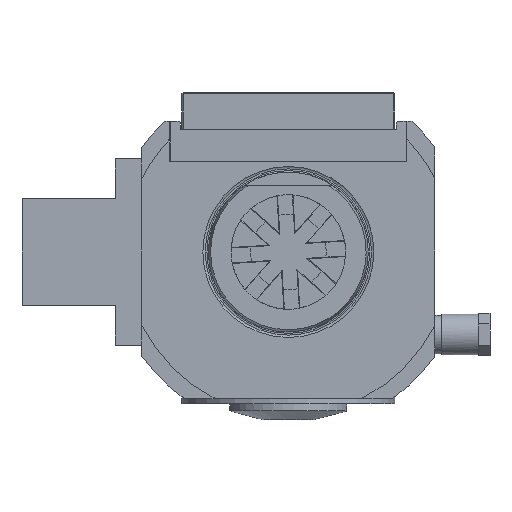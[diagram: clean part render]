
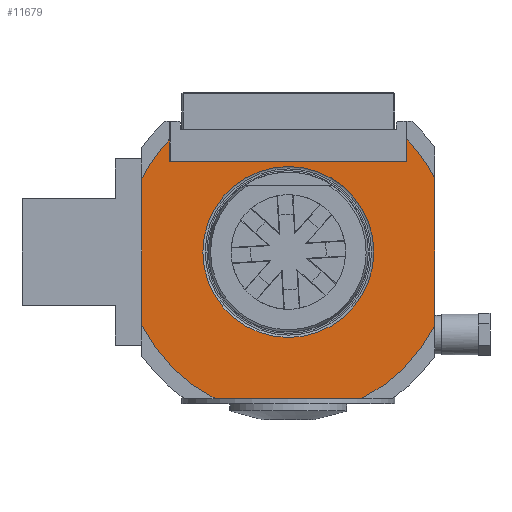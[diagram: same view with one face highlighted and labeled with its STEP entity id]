
A CAD part, front view. The second image highlights one B-rep face of the part: STEP entity #11679.
In plain terms, the highlighted planar face has unit normal (0, -1, 0).
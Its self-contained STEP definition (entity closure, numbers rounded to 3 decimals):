
#470 = VECTOR ( 'NONE', #5261, 1000. ) ;
#994 = CARTESIAN_POINT ( 'NONE',  ( -32.15, -1., 0. ) ) ;
#1032 = VERTEX_POINT ( 'NONE', #3666 ) ;
#1179 = VERTEX_POINT ( 'NONE', #23471 ) ;
#1629 = DIRECTION ( 'NONE',  ( 0., 0., -1. ) ) ;
#1938 = ORIENTED_EDGE ( 'NONE', *, *, #21899, .F. ) ;
#2341 = VERTEX_POINT ( 'NONE', #10164 ) ;
#2877 = CARTESIAN_POINT ( 'NONE',  ( 0., -1., 0. ) ) ;
#3034 = DIRECTION ( 'NONE',  ( 1., 0., 0. ) ) ;
#3419 = DIRECTION ( 'NONE',  ( 1., 0., 0. ) ) ;
#3576 = DIRECTION ( 'NONE',  ( 0., 1., 0. ) ) ;
#3666 = CARTESIAN_POINT ( 'NONE',  ( -55., -1., -27.518 ) ) ;
#3851 = EDGE_CURVE ( 'NONE', #22552, #2341, #18080, .T. ) ;
#3872 = ORIENTED_EDGE ( 'NONE', *, *, #28542, .F. ) ;
#4328 = EDGE_CURVE ( 'NONE', #1179, #1032, #7466, .T. ) ;
#4811 = EDGE_CURVE ( 'NONE', #19694, #7271, #23184, .T. ) ;
#5261 = DIRECTION ( 'NONE',  ( 0., 0., -1. ) ) ;
#5397 = CARTESIAN_POINT ( 'NONE',  ( 0., -1., 0. ) ) ;
#5956 = VECTOR ( 'NONE', #12506, 1000. ) ;
#6703 = DIRECTION ( 'NONE',  ( 0., 1., 0. ) ) ;
#7023 = VECTOR ( 'NONE', #9586, 1000. ) ;
#7127 = CARTESIAN_POINT ( 'NONE',  ( -44.5, -1., 42.45 ) ) ;
#7128 = VERTEX_POINT ( 'NONE', #16650 ) ;
#7271 = VERTEX_POINT ( 'NONE', #27951 ) ;
#7294 = CARTESIAN_POINT ( 'NONE',  ( 44.5, -1., 42.45 ) ) ;
#7466 = LINE ( 'NONE', #16986, #19981 ) ;
#8153 = DIRECTION ( 'NONE',  ( 1., 0., 0. ) ) ;
#8264 = AXIS2_PLACEMENT_3D ( 'NONE', #16655, #9946, #26307 ) ;
#8456 = EDGE_CURVE ( 'NONE', #15289, #24590, #24456, .T. ) ;
#8549 = CARTESIAN_POINT ( 'NONE',  ( 55., -1., 0. ) ) ;
#8967 = ORIENTED_EDGE ( 'NONE', *, *, #25923, .F. ) ;
#9586 = DIRECTION ( 'NONE',  ( -1., 0., 0. ) ) ;
#9862 = CARTESIAN_POINT ( 'NONE',  ( 27.518, -1., -55. ) ) ;
#9946 = DIRECTION ( 'NONE',  ( 0., 1., 0. ) ) ;
#10164 = CARTESIAN_POINT ( 'NONE',  ( 55., -1., -27.518 ) ) ;
#10234 = AXIS2_PLACEMENT_3D ( 'NONE', #23073, #3576, #3419 ) ;
#10507 = CARTESIAN_POINT ( 'NONE',  ( -44.5, -1., 0. ) ) ;
#10665 = AXIS2_PLACEMENT_3D ( 'NONE', #23708, #6703, #11857 ) ;
#11377 = EDGE_LOOP ( 'NONE', ( #1938 ) ) ;
#11679 = ADVANCED_FACE ( 'Defeature completata1_338', ( #24691, #24833 ), #25293, .F. ) ;
#11857 = DIRECTION ( 'NONE',  ( 1., 0., 0. ) ) ;
#12120 = ORIENTED_EDGE ( 'NONE', *, *, #4811, .F. ) ;
#12506 = DIRECTION ( 'NONE',  ( 0., 0., 1. ) ) ;
#12579 = CARTESIAN_POINT ( 'NONE',  ( 44.5, -1., 0. ) ) ;
#12691 = DIRECTION ( 'NONE',  ( 0., 1., 0. ) ) ;
#13153 = DIRECTION ( 'NONE',  ( 0., 1., 0. ) ) ;
#13530 = EDGE_CURVE ( 'NONE', #7271, #1032, #26552, .T. ) ;
#14681 = ORIENTED_EDGE ( 'NONE', *, *, #3851, .F. ) ;
#14923 = DIRECTION ( 'NONE',  ( 0., -1., 0. ) ) ;
#14953 = VECTOR ( 'NONE', #25077, 1000. ) ;
#15289 = VERTEX_POINT ( 'NONE', #7294 ) ;
#15892 = CIRCLE ( 'NONE', #17870, 61.5 ) ;
#16159 = CARTESIAN_POINT ( 'NONE',  ( 44.5, -1., 34. ) ) ;
#16650 = CARTESIAN_POINT ( 'NONE',  ( -32.095, -1., 0. ) ) ;
#16655 = CARTESIAN_POINT ( 'NONE',  ( 0., -1., 0. ) ) ;
#16986 = CARTESIAN_POINT ( 'NONE',  ( -55., -1., 0. ) ) ;
#17079 = ORIENTED_EDGE ( 'NONE', *, *, #4328, .T. ) ;
#17237 = CIRCLE ( 'NONE', #8264, 61.5 ) ;
#17870 = AXIS2_PLACEMENT_3D ( 'NONE', #2877, #12691, #3034 ) ;
#18080 = LINE ( 'NONE', #8549, #14953 ) ;
#18325 = VERTEX_POINT ( 'NONE', #21094 ) ;
#18436 = ORIENTED_EDGE ( 'NONE', *, *, #8456, .T. ) ;
#18518 = AXIS2_PLACEMENT_3D ( 'NONE', #994, #13153, #8153 ) ;
#19096 = AXIS2_PLACEMENT_3D ( 'NONE', #5397, #14923, #24429 ) ;
#19199 = EDGE_CURVE ( 'NONE', #18325, #20163, #27334, .T. ) ;
#19694 = VERTEX_POINT ( 'NONE', #9862 ) ;
#19981 = VECTOR ( 'NONE', #1629, 1000. ) ;
#20163 = VERTEX_POINT ( 'NONE', #7127 ) ;
#20762 = CARTESIAN_POINT ( 'NONE',  ( 55., -1., 27.518 ) ) ;
#21094 = CARTESIAN_POINT ( 'NONE',  ( -44.5, -1., 34. ) ) ;
#21119 = EDGE_CURVE ( 'NONE', #2341, #19694, #23187, .T. ) ;
#21335 = ORIENTED_EDGE ( 'NONE', *, *, #13530, .F. ) ;
#21899 = EDGE_CURVE ( 'NONE', #7128, #7128, #29525, .T. ) ;
#22289 = CARTESIAN_POINT ( 'NONE',  ( -32.15, -1., 34. ) ) ;
#22552 = VERTEX_POINT ( 'NONE', #20762 ) ;
#23073 = CARTESIAN_POINT ( 'NONE',  ( 0., -1., 0. ) ) ;
#23184 = LINE ( 'NONE', #30638, #7023 ) ;
#23187 = CIRCLE ( 'NONE', #10234, 61.5 ) ;
#23471 = CARTESIAN_POINT ( 'NONE',  ( -55., -1., 27.518 ) ) ;
#23708 = CARTESIAN_POINT ( 'NONE',  ( 0., -1., 0. ) ) ;
#24429 = DIRECTION ( 'NONE',  ( -1., 0., 0. ) ) ;
#24456 = LINE ( 'NONE', #12579, #470 ) ;
#24590 = VERTEX_POINT ( 'NONE', #16159 ) ;
#24691 = FACE_OUTER_BOUND ( 'NONE', #27121, .T. ) ;
#24833 = FACE_BOUND ( 'NONE', #11377, .T. ) ;
#25077 = DIRECTION ( 'NONE',  ( 0., 0., -1. ) ) ;
#25293 = PLANE ( 'NONE',  #18518 ) ;
#25810 = ORIENTED_EDGE ( 'NONE', *, *, #19199, .T. ) ;
#25895 = VECTOR ( 'NONE', #27115, 1000. ) ;
#25923 = EDGE_CURVE ( 'NONE', #1179, #20163, #17237, .T. ) ;
#26307 = DIRECTION ( 'NONE',  ( 1., 0., 0. ) ) ;
#26552 = CIRCLE ( 'NONE', #10665, 61.5 ) ;
#27115 = DIRECTION ( 'NONE',  ( -1., 0., 0. ) ) ;
#27121 = EDGE_LOOP ( 'NONE', ( #3872, #18436, #29043, #25810, #8967, #17079, #21335, #12120, #27880, #14681 ) ) ;
#27334 = LINE ( 'NONE', #10507, #5956 ) ;
#27880 = ORIENTED_EDGE ( 'NONE', *, *, #21119, .F. ) ;
#27951 = CARTESIAN_POINT ( 'NONE',  ( -27.518, -1., -55. ) ) ;
#28542 = EDGE_CURVE ( 'NONE', #15289, #22552, #15892, .T. ) ;
#29043 = ORIENTED_EDGE ( 'NONE', *, *, #29888, .T. ) ;
#29283 = LINE ( 'NONE', #22289, #25895 ) ;
#29525 = CIRCLE ( 'NONE', #19096, 32.095 ) ;
#29888 = EDGE_CURVE ( 'NONE', #24590, #18325, #29283, .T. ) ;
#30638 = CARTESIAN_POINT ( 'NONE',  ( 0., -1., -55. ) ) ;
